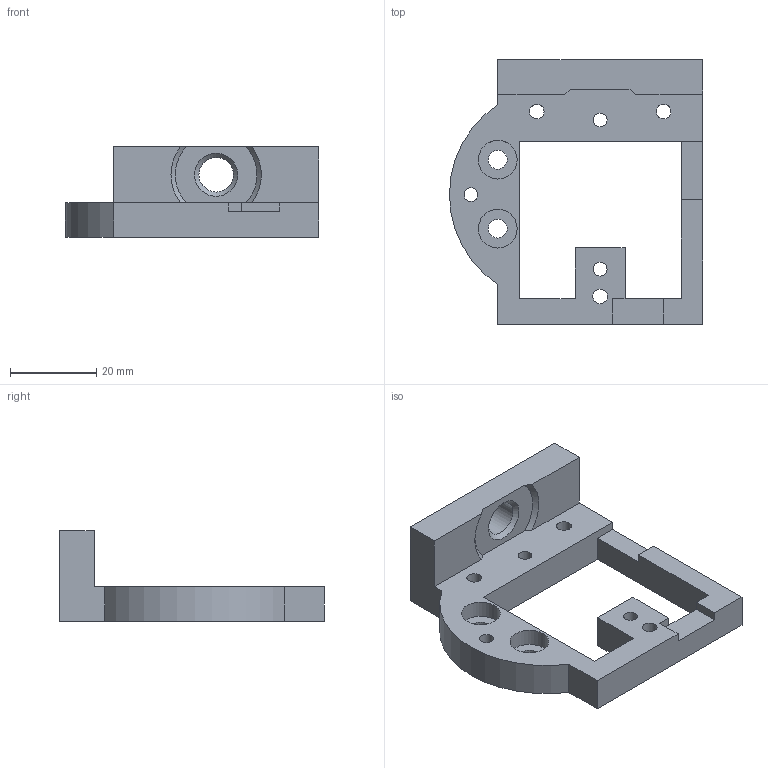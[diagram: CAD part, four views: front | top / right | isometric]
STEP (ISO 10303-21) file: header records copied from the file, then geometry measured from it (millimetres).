
FILE_DESCRIPTION(/* description */ (''),/* implementation_level */ '2;1');
FILE_NAME(/* name */ '5f4b3b0e10812a159d94b449',/* time_stamp */ '2020-08-30T05:37:18+00:00',/* author */ (''),/* organization */ (''),/* preprocessor_version */ 'ST-DEVELOPER v16.7',/* originating_system */ $,/* authorisation */ $);
FILE_SCHEMA (('AUTOMOTIVE_DESIGN {1 0 10303 214 3 1 1}'));
Length unit declared in the file: metre
Products named in the file (1): Body
Bounding box: 58.78 x 61.45 x 21 mm (x, y, z)
Volume: 19175.5 mm3; surface area: 9360.3 mm2
Topology: 1 solids, 1 shells, 43 faces, 118 edges, 78 vertices
Faces by surface type: plane 28, cylinder 12, cone 3
Full cylindrical faces by diameter (mm): 3.2 x3, 3.4 x3, 4.4 x2, 8 x1, 9 x2
Entity records: 1379 total; most frequent: CARTESIAN_POINT 240, DIRECTION 219, ORIENTED_EDGE 212, EDGE_CURVE 106, VERTEX_POINT 78, EDGE_LOOP 76, FACE_BOUND 76, LINE 73
